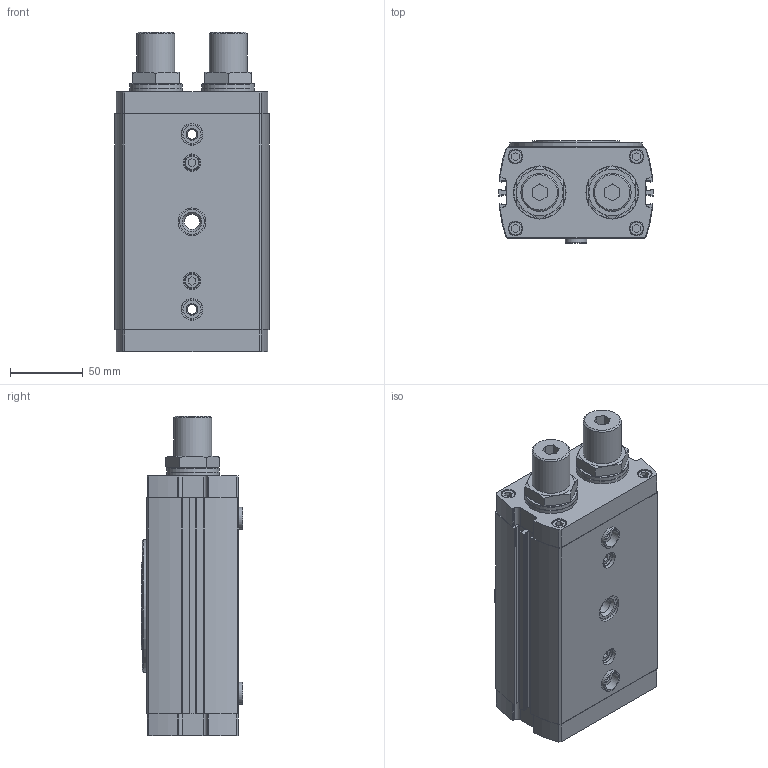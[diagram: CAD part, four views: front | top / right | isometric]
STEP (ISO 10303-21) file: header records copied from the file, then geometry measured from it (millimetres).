
FILE_DESCRIPTION(/* description */ ('STEP AP214'),/* implementation_level */ '2;1');
FILE_NAME(/* name */ '1526825_DRRD-35-180-FH-PA',/* time_stamp */ '2024-08-21T02:21:42+02:00',/* author */ ('License CC BY-ND 4.0'),/* organization */ ('CADENAS'),/* preprocessor_version */ 'ST-DEVELOPER v19.3',/* originating_system */ 'PARTsolutions',/* authorisation */ ' ');
FILE_SCHEMA (('AUTOMOTIVE_DESIGN {1 0 10303 214 3 1 1}'));
Length unit declared in the file: millimetre
Products named in the file (4): 1526825 DRRD-35-180-FH-PA---(0); 574403 DRRD-35---P--_t; 1526822 DRRD-35_w; 191409 ZBH-15
Assembly tree (4 placements, depth 2):
  1526825 DRRD-35-180-FH-PA---(0)
    574403 DRRD-35---P--_t
    1526822 DRRD-35_w
    191409 ZBH-15  x2
Bounding box: 106 x 69.9 x 218.9 mm (x, y, z)
Volume: 1170109 mm3; surface area: 117079.8 mm2
Topology: 4 solids, 4 shells, 434 faces, 1031 edges, 663 vertices
Faces by surface type: plane 215, cylinder 130, cone 78, torus 11
Full cylindrical faces by diameter (mm): 4.917 x14, 6.647 x2, 8.566 x2, 9 x8, 10 x10, 10.5 x1, 11 x4, 12 x2, 12.4 x2, 15 x6, 17 x2, 19 x1, 25 x1, 25.5 x2, 26 x2, 36 x4, 59.9 x2, 91 x1
Entity records: 11644 total; most frequent: CARTESIAN_POINT 2075, DIRECTION 2008, ORIENTED_EDGE 1718, EDGE_CURVE 859, AXIS2_PLACEMENT_3D 764, FACE_BOUND 640, VERTEX_POINT 639, EDGE_LOOP 624
